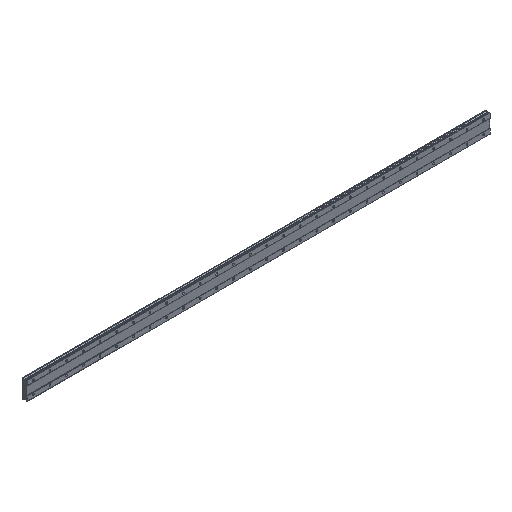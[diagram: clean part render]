
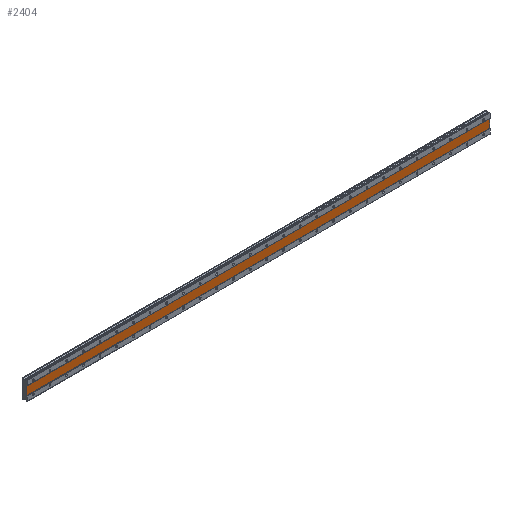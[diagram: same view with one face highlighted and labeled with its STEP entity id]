
A CAD part, isometric view. The second image highlights one B-rep face of the part: STEP entity #2404.
In plain terms, the highlighted planar face has unit normal (0, -1, 0).
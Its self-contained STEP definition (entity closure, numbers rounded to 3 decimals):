
#268 = VERTEX_POINT ( 'NONE', #9649 ) ;
#579 = VECTOR ( 'NONE', #9727, 1000. ) ;
#1341 = VECTOR ( 'NONE', #4975, 1000. ) ;
#1410 = VECTOR ( 'NONE', #7151, 1000. ) ;
#1431 = VERTEX_POINT ( 'NONE', #1958 ) ;
#1626 = CARTESIAN_POINT ( 'NONE',  ( 2190., 1., 20. ) ) ;
#1958 = CARTESIAN_POINT ( 'NONE',  ( 2190., 1., -20. ) ) ;
#2014 = LINE ( 'NONE', #3346, #1341 ) ;
#2136 = CARTESIAN_POINT ( 'NONE',  ( 2190., 1., 44.91 ) ) ;
#2235 = LINE ( 'NONE', #2136, #579 ) ;
#2404 = ADVANCED_FACE ( 'NONE', ( #9129 ), #5430, .F. ) ;
#3109 = ORIENTED_EDGE ( 'NONE', *, *, #5104, .F. ) ;
#3190 = AXIS2_PLACEMENT_3D ( 'NONE', #1626, #8438, #3246 ) ;
#3246 = DIRECTION ( 'NONE',  ( 0., 0., 1. ) ) ;
#3346 = CARTESIAN_POINT ( 'NONE',  ( 2190., 1., -20. ) ) ;
#3719 = EDGE_CURVE ( 'NONE', #1431, #268, #2014, .T. ) ;
#4139 = CARTESIAN_POINT ( 'NONE',  ( -30., 1., 44.91 ) ) ;
#4156 = ORIENTED_EDGE ( 'NONE', *, *, #3719, .F. ) ;
#4378 = CARTESIAN_POINT ( 'NONE',  ( 2190., 1., 20. ) ) ;
#4618 = VERTEX_POINT ( 'NONE', #7219 ) ;
#4975 = DIRECTION ( 'NONE',  ( -1., 0., 0. ) ) ;
#4977 = VERTEX_POINT ( 'NONE', #5674 ) ;
#4992 = VECTOR ( 'NONE', #6707, 1000. ) ;
#5104 = EDGE_CURVE ( 'NONE', #4618, #4977, #7494, .T. ) ;
#5430 = PLANE ( 'NONE',  #3190 ) ;
#5674 = CARTESIAN_POINT ( 'NONE',  ( 2190., 1., 20. ) ) ;
#6274 = LINE ( 'NONE', #4139, #1410 ) ;
#6707 = DIRECTION ( 'NONE',  ( 1., 0., 0. ) ) ;
#7151 = DIRECTION ( 'NONE',  ( 0., 0., -1. ) ) ;
#7158 = EDGE_CURVE ( 'NONE', #4977, #1431, #2235, .T. ) ;
#7219 = CARTESIAN_POINT ( 'NONE',  ( -30., 1., 20. ) ) ;
#7494 = LINE ( 'NONE', #4378, #4992 ) ;
#8355 = ORIENTED_EDGE ( 'NONE', *, *, #8780, .T. ) ;
#8438 = DIRECTION ( 'NONE',  ( 0., 1., 0. ) ) ;
#8690 = ORIENTED_EDGE ( 'NONE', *, *, #7158, .F. ) ;
#8780 = EDGE_CURVE ( 'NONE', #4618, #268, #6274, .T. ) ;
#9129 = FACE_OUTER_BOUND ( 'NONE', #9792, .T. ) ;
#9649 = CARTESIAN_POINT ( 'NONE',  ( -30., 1., -20. ) ) ;
#9727 = DIRECTION ( 'NONE',  ( 0., 0., -1. ) ) ;
#9792 = EDGE_LOOP ( 'NONE', ( #4156, #8690, #3109, #8355 ) ) ;
